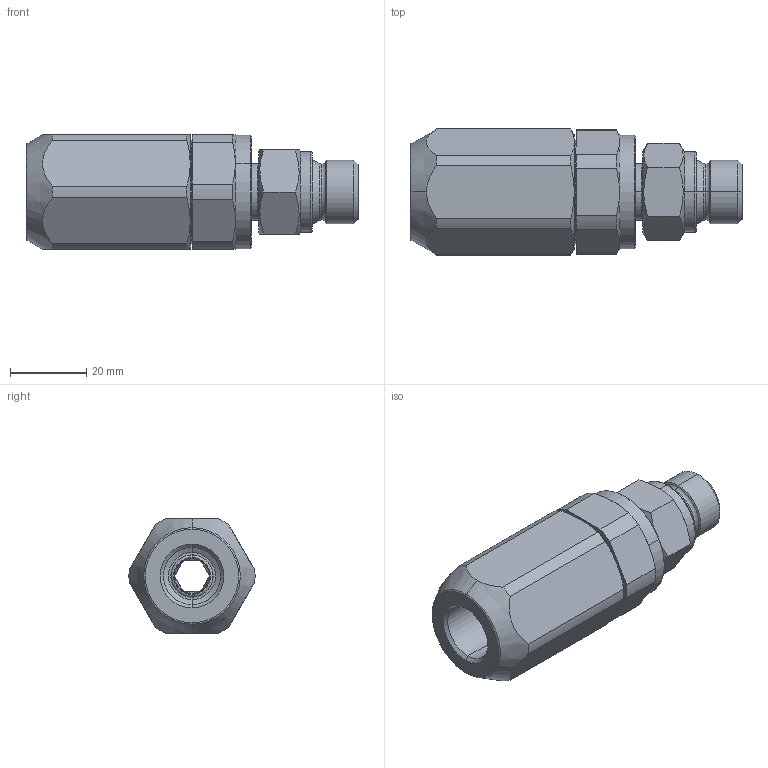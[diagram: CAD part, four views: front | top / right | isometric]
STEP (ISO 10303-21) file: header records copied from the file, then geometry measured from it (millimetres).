
FILE_DESCRIPTION (( 'STEP AP214' ), '1' );
FILE_NAME ('3KRAW17IW17.STEP', '2015-09-04T12:44:38', ( 'admin' ), ( 'Microsoft' ), 'SwSTEP 2.0', 'SolidWorks 2009', '' );
FILE_SCHEMA (( 'AUTOMOTIVE_DESIGN' ));
Length unit declared in the file: millimetre
Products named in the file (1): 3KRAW17IW17
Bounding box: 86.9 x 32.98 x 30 mm (x, y, z)
Volume: 44620.2 mm3; surface area: 13099.7 mm2
Topology: 1 solids, 2 shells, 167 faces, 386 edges, 236 vertices
Faces by surface type: cone 57, cylinder 49, plane 41, torus 20
Entity records: 5331 total; most frequent: CARTESIAN_POINT 1501, DIRECTION 836, ORIENTED_EDGE 772, EDGE_CURVE 386, AXIS2_PLACEMENT_3D 353, VERTEX_POINT 236, CIRCLE 185, EDGE_LOOP 184
